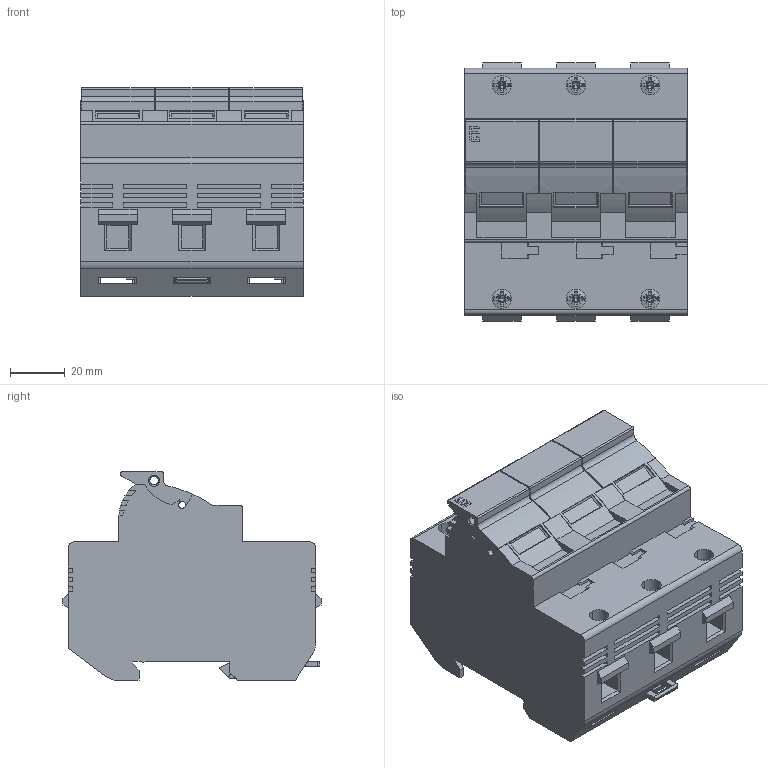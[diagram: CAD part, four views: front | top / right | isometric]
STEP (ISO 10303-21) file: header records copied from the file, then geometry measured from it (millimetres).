
FILE_DESCRIPTION((''),'2;1');
FILE_NAME('EFD14_3P_DIM','2017-09-18T',('matic.bajda'),('Audax d.o.o.'),'CREO PARAMETRIC BY PTC INC, 2016260','CREO PARAMETRIC BY PTC INC, 2016260','');
FILE_SCHEMA(('AUTOMOTIVE_DESIGN { 1 0 10303 214 1 1 1 1 }'));
Length unit declared in the file: millimetre
Products named in the file (1): EFD14_3P_DIM
Bounding box: 81 x 94 x 75.8 mm (x, y, z)
Volume: 381232.6 mm3; surface area: 50547.6 mm2
Topology: 1 solids, 1 shells, 1019 faces, 2948 edges, 1946 vertices
Faces by surface type: plane 824, cylinder 135, cone 48, sphere 12
Entity records: 43182 total; most frequent: CARTESIAN_POINT 7329, ORIENTED_EDGE 5872, DIRECTION 5187, PRESENTATION_STYLE_ASSIGNMENT 2940, STYLED_ITEM 2937, CURVE_STYLE 2936, EDGE_CURVE 2936, VECTOR 2207
